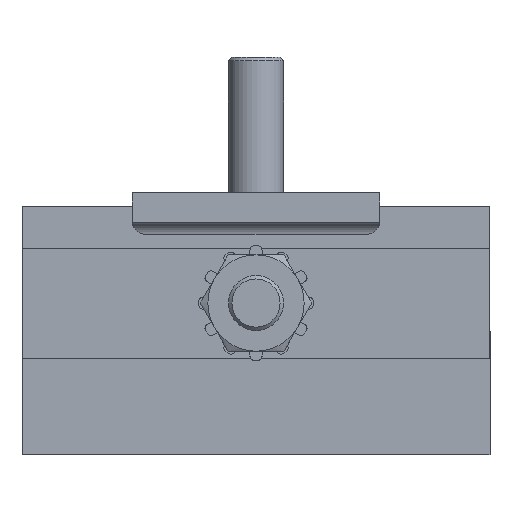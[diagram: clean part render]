
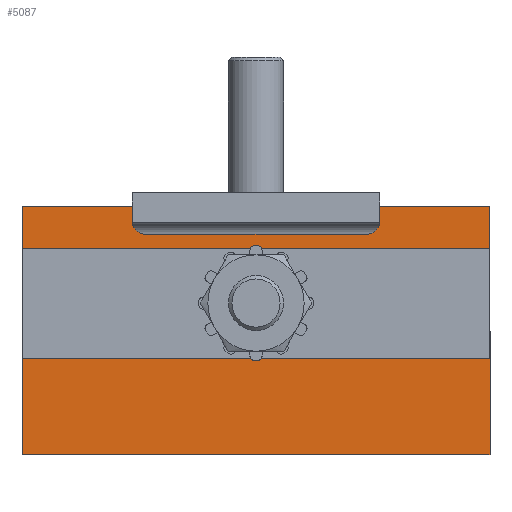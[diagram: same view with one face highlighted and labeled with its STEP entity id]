
A CAD part, top view. The second image highlights one B-rep face of the part: STEP entity #5087.
In plain terms, the highlighted planar face has unit normal (0, 0, 1).
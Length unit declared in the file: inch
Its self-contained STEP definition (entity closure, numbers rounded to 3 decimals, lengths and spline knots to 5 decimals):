
#205=PLANE('',#5521);
#553=LINE('',#8174,#1017);
#556=LINE('',#8185,#1020);
#558=LINE('',#8189,#1022);
#563=LINE('',#8198,#1027);
#564=LINE('',#8201,#1028);
#567=LINE('',#8207,#1031);
#568=LINE('',#8209,#1032);
#569=LINE('',#8210,#1033);
#1017=VECTOR('',#6642,0.0625);
#1020=VECTOR('',#6653,1.);
#1022=VECTOR('',#6657,0.0625);
#1027=VECTOR('',#6664,0.5);
#1028=VECTOR('',#6667,0.5);
#1031=VECTOR('',#6672,1.125);
#1032=VECTOR('',#6673,2.125);
#1033=VECTOR('',#6674,1.125);
#1207=FACE_BOUND('',#1717,.T.);
#1412=FACE_OUTER_BOUND('',#1716,.T.);
#1716=EDGE_LOOP('',(#4213,#4214,#4215,#4216,#4217,#4218,#4219,#4220,#4221,
#4222));
#1717=EDGE_LOOP('',(#4223));
#2014=CIRCLE('',#5509,0.15625);
#2016=CIRCLE('',#5512,0.0625);
#2018=CIRCLE('',#5516,0.0625);
#2404=VERTEX_POINT('',#8158);
#2407=VERTEX_POINT('',#8164);
#2408=VERTEX_POINT('',#8166);
#2410=VERTEX_POINT('',#8172);
#2413=VERTEX_POINT('',#8179);
#2414=VERTEX_POINT('',#8181);
#2415=VERTEX_POINT('',#8188);
#2418=VERTEX_POINT('',#8196);
#2419=VERTEX_POINT('',#8200);
#2421=VERTEX_POINT('',#8206);
#2422=VERTEX_POINT('',#8208);
#3040=EDGE_CURVE('',#2404,#2404,#2014,.T.);
#3043=EDGE_CURVE('',#2407,#2408,#2016,.T.);
#3047=EDGE_CURVE('',#2407,#2410,#553,.T.);
#3050=EDGE_CURVE('',#2413,#2414,#2018,.T.);
#3052=EDGE_CURVE('',#2413,#2408,#556,.T.);
#3054=EDGE_CURVE('',#2415,#2414,#558,.T.);
#3059=EDGE_CURVE('',#2410,#2418,#563,.T.);
#3060=EDGE_CURVE('',#2419,#2415,#564,.T.);
#3063=EDGE_CURVE('',#2418,#2421,#567,.T.);
#3064=EDGE_CURVE('',#2421,#2422,#568,.T.);
#3065=EDGE_CURVE('',#2422,#2419,#569,.T.);
#4213=ORIENTED_EDGE('',*,*,#3054,.T.);
#4214=ORIENTED_EDGE('',*,*,#3050,.F.);
#4215=ORIENTED_EDGE('',*,*,#3052,.T.);
#4216=ORIENTED_EDGE('',*,*,#3043,.F.);
#4217=ORIENTED_EDGE('',*,*,#3047,.T.);
#4218=ORIENTED_EDGE('',*,*,#3059,.T.);
#4219=ORIENTED_EDGE('',*,*,#3063,.T.);
#4220=ORIENTED_EDGE('',*,*,#3064,.T.);
#4221=ORIENTED_EDGE('',*,*,#3065,.T.);
#4222=ORIENTED_EDGE('',*,*,#3060,.T.);
#4223=ORIENTED_EDGE('',*,*,#3040,.T.);
#5087=ADVANCED_FACE('',(#1412,#1207),#205,.T.);
#5509=AXIS2_PLACEMENT_3D('',#8159,#6628,#6629);
#5512=AXIS2_PLACEMENT_3D('',#8167,#6635,#6636);
#5516=AXIS2_PLACEMENT_3D('',#8182,#6648,#6649);
#5521=AXIS2_PLACEMENT_3D('',#8205,#6670,#6671);
#6628=DIRECTION('center_axis',(0.,0.,-1.));
#6629=DIRECTION('ref_axis',(-1.,0.,0.));
#6635=DIRECTION('center_axis',(0.,0.,1.));
#6636=DIRECTION('ref_axis',(0.707,0.707,0.));
#6642=DIRECTION('',(0.,-1.,0.));
#6648=DIRECTION('center_axis',(0.,0.,1.));
#6649=DIRECTION('ref_axis',(-0.707,0.707,0.));
#6653=DIRECTION('',(1.,0.,0.));
#6657=DIRECTION('',(0.,1.,0.));
#6664=DIRECTION('',(1.,0.,0.));
#6667=DIRECTION('',(1.,0.,0.));
#6670=DIRECTION('center_axis',(0.,0.,1.));
#6671=DIRECTION('ref_axis',(1.,0.,0.));
#6672=DIRECTION('',(0.,1.,0.));
#6673=DIRECTION('',(-1.,0.,0.));
#6674=DIRECTION('',(0.,-1.,0.));
#8158=CARTESIAN_POINT('',(0.15625,-0.125,0.09375));
#8159=CARTESIAN_POINT('Origin',(0.,-0.125,0.09375));
#8164=CARTESIAN_POINT('',(0.5625,-0.5,0.09375));
#8166=CARTESIAN_POINT('',(0.5,-0.4375,0.09375));
#8167=CARTESIAN_POINT('Origin',(0.5,-0.5,0.09375));
#8172=CARTESIAN_POINT('',(0.5625,-0.5625,0.09375));
#8174=CARTESIAN_POINT('',(0.5625,-0.28125,0.09375));
#8179=CARTESIAN_POINT('',(-0.5,-0.4375,0.09375));
#8181=CARTESIAN_POINT('',(-0.5625,-0.5,0.09375));
#8182=CARTESIAN_POINT('Origin',(-0.5,-0.5,0.09375));
#8185=CARTESIAN_POINT('',(0.28125,-0.4375,0.09375));
#8188=CARTESIAN_POINT('',(-0.5625,-0.5625,0.09375));
#8189=CARTESIAN_POINT('',(-0.5625,-0.21875,0.09375));
#8196=CARTESIAN_POINT('',(1.0625,-0.5625,0.09375));
#8198=CARTESIAN_POINT('',(-1.0625,-0.5625,0.09375));
#8200=CARTESIAN_POINT('',(-1.0625,-0.5625,0.09375));
#8201=CARTESIAN_POINT('',(-1.0625,-0.5625,0.09375));
#8205=CARTESIAN_POINT('Origin',(0.,0.,
0.09375));
#8206=CARTESIAN_POINT('',(1.0625,0.5625,0.09375));
#8207=CARTESIAN_POINT('',(1.0625,-0.5625,0.09375));
#8208=CARTESIAN_POINT('',(-1.0625,0.5625,0.09375));
#8209=CARTESIAN_POINT('',(1.0625,0.5625,0.09375));
#8210=CARTESIAN_POINT('',(-1.0625,0.5625,0.09375));
